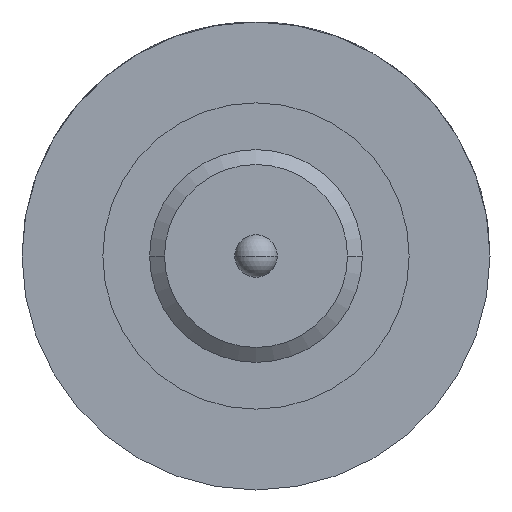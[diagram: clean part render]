
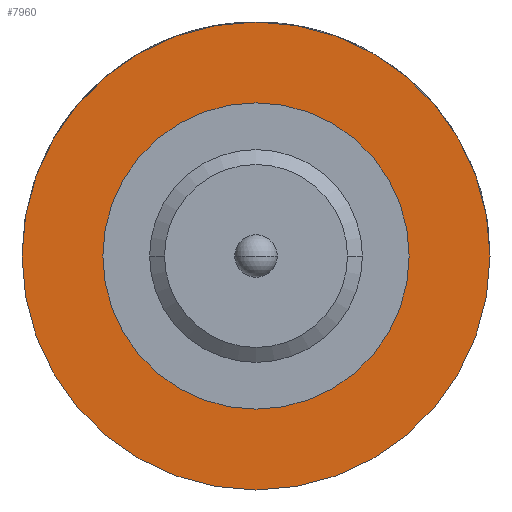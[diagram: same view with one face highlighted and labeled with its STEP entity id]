
A CAD part, front view. The second image highlights one B-rep face of the part: STEP entity #7960.
In plain terms, the highlighted planar face has unit normal (0, -1, 0).
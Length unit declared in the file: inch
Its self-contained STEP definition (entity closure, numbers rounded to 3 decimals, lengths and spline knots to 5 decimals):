
#22 = ORIENTED_EDGE ( 'NONE', *, *, #4354, .F. ) ;
#61 = FACE_OUTER_BOUND ( 'NONE', #7247, .T. ) ;
#225 = CARTESIAN_POINT ( 'NONE',  ( 0., 0.09055, 0. ) ) ;
#633 = DIRECTION ( 'NONE',  ( 0., -1., 0. ) ) ;
#811 = DIRECTION ( 'NONE',  ( 1., 0., 0. ) ) ;
#1071 = VERTEX_POINT ( 'NONE', #5597 ) ;
#1203 = AXIS2_PLACEMENT_3D ( 'NONE', #3624, #2249, #1670 ) ;
#1267 = VERTEX_POINT ( 'NONE', #6895 ) ;
#1670 = DIRECTION ( 'NONE',  ( 1., 0., 0. ) ) ;
#1756 = EDGE_CURVE ( 'NONE', #1267, #8592, #1874, .T. ) ;
#1874 = CIRCLE ( 'NONE', #2300, 0.21654 ) ;
#2229 = VERTEX_POINT ( 'NONE', #5813 ) ;
#2249 = DIRECTION ( 'NONE',  ( 0., -1., 0. ) ) ;
#2300 = AXIS2_PLACEMENT_3D ( 'NONE', #225, #5826, #6498 ) ;
#2340 = DIRECTION ( 'NONE',  ( 0., -1., 0. ) ) ;
#2790 = DIRECTION ( 'NONE',  ( -1., 0., 0. ) ) ;
#3624 = CARTESIAN_POINT ( 'NONE',  ( 0., 0.09055, 0. ) ) ;
#3958 = ORIENTED_EDGE ( 'NONE', *, *, #1756, .T. ) ;
#4041 = AXIS2_PLACEMENT_3D ( 'NONE', #5189, #2340, #5058 ) ;
#4354 = EDGE_CURVE ( 'NONE', #1071, #2229, #7872, .T. ) ;
#4796 = PLANE ( 'NONE',  #7467 ) ;
#4887 = CARTESIAN_POINT ( 'NONE',  ( -0.14173, 0.09055, 0. ) ) ;
#5058 = DIRECTION ( 'NONE',  ( 1., 0., 0. ) ) ;
#5189 = CARTESIAN_POINT ( 'NONE',  ( 0., 0.09055, 0. ) ) ;
#5519 = ORIENTED_EDGE ( 'NONE', *, *, #6535, .T. ) ;
#5597 = CARTESIAN_POINT ( 'NONE',  ( -0.14173, 0.09055, 0. ) ) ;
#5813 = CARTESIAN_POINT ( 'NONE',  ( 0.14173, 0.09055, 0. ) ) ;
#5826 = DIRECTION ( 'NONE',  ( 0., -1., 0. ) ) ;
#6413 = CARTESIAN_POINT ( 'NONE',  ( 0.21654, 0.09055, 0. ) ) ;
#6498 = DIRECTION ( 'NONE',  ( 1., 0., 0. ) ) ;
#6535 = EDGE_CURVE ( 'NONE', #8592, #1267, #8728, .T. ) ;
#6653 = EDGE_LOOP ( 'NONE', ( #7176, #22 ) ) ;
#6890 = FACE_BOUND ( 'NONE', #6653, .T. ) ;
#6895 = CARTESIAN_POINT ( 'NONE',  ( -0.21654, 0.09055, 0. ) ) ;
#6926 = CARTESIAN_POINT ( 'NONE',  ( 0., 0.09055, 0. ) ) ;
#7176 = ORIENTED_EDGE ( 'NONE', *, *, #8108, .F. ) ;
#7247 = EDGE_LOOP ( 'NONE', ( #5519, #3958 ) ) ;
#7302 = AXIS2_PLACEMENT_3D ( 'NONE', #6926, #633, #811 ) ;
#7467 = AXIS2_PLACEMENT_3D ( 'NONE', #4887, #7641, #2790 ) ;
#7641 = DIRECTION ( 'NONE',  ( 0., 1., 0. ) ) ;
#7741 = CIRCLE ( 'NONE', #1203, 0.14173 ) ;
#7872 = CIRCLE ( 'NONE', #4041, 0.14173 ) ;
#7960 = ADVANCED_FACE ( 'NONE', ( #6890, #61 ), #4796, .F. ) ;
#8108 = EDGE_CURVE ( 'NONE', #2229, #1071, #7741, .T. ) ;
#8592 = VERTEX_POINT ( 'NONE', #6413 ) ;
#8728 = CIRCLE ( 'NONE', #7302, 0.21654 ) ;
